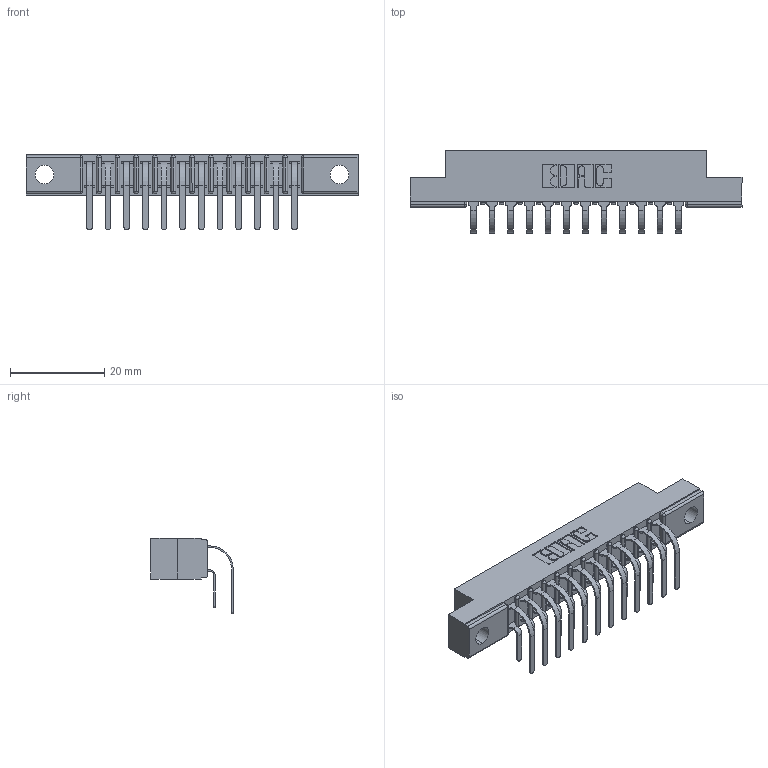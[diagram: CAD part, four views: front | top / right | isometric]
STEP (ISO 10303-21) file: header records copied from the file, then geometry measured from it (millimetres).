
FILE_DESCRIPTION (( 'STEP AP203' ), '1' );
FILE_NAME ('357-024-459-204.STEP', '2022-07-08T00:44:01', ( '' ), ( '' ), 'SwSTEP 2.0', 'SolidWorks 2020', '' );
FILE_SCHEMA (( 'CONFIG_CONTROL_DESIGN' ));
Length unit declared in the file: inch
Products named in the file (4): 307-290-001_558 559 - 1 (Single); 307 Part_.156 Dia Mounting Holes; 357-024-459-204; 307-290-001_559 - 2 (Single)
Assembly tree (25 placements, depth 2):
  357-024-459-204
    307 Part_.156 Dia Mounting Holes
    307-290-001_558 559 - 1 (Single)  x12
    307-290-001_559 - 2 (Single)  x12
Bounding box: 70.56 x 17.51 x 16.08 mm (x, y, z)
Volume: 4600.9 mm3; surface area: 7995.4 mm2
Topology: 25 solids, 25 shells, 1345 faces, 3767 edges, 2442 vertices
Faces by surface type: plane 876, cylinder 443, sphere 26
Entity records: 16235 total; most frequent: CARTESIAN_POINT 2672, ORIENTED_EDGE 2642, DIRECTION 2621, EDGE_CURVE 1321, VECTOR 1007, LINE 1007, VERTEX_POINT 858, AXIS2_PLACEMENT_3D 807
